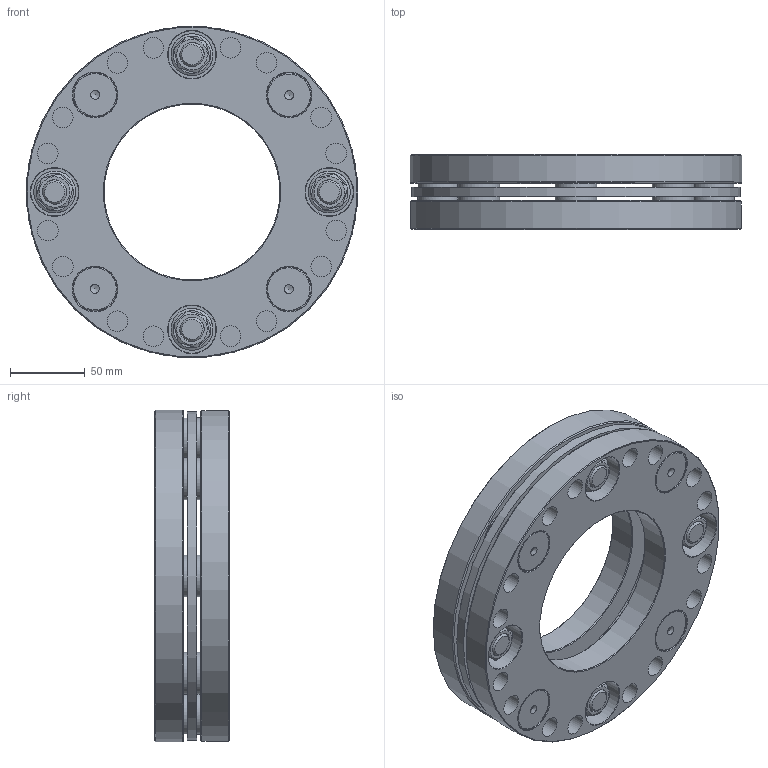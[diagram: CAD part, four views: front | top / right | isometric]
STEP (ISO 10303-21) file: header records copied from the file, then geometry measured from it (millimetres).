
FILE_DESCRIPTION(/* description */ ('Unknown'),/* implementation_level */ '2;1');
FILE_NAME(/* name */ 'HK20-64-00-00',/* time_stamp */ '2022-08-23T10:13:11+02:00',/* author */ ('Unknown'),/* organization */ ('Unknown'),/* preprocessor_version */ 'ST-DEVELOPER v18.102',/* originating_system */ 'Solid Edge',/* authorisation */ 'Unknown');
FILE_SCHEMA (('AUTOMOTIVE_DESIGN {1 0 10303 214 3 1 1}'));
Length unit declared in the file: millimetre
Products named in the file (1): Part1
Bounding box: 222 x 49.9 x 222 mm (x, y, z)
Volume: 1073268.8 mm3; surface area: 235854 mm2
Topology: 1 solids, 1 shells, 392 faces, 912 edges, 566 vertices
Faces by surface type: plane 142, cylinder 138, cone 86, torus 26
Full cylindrical faces by diameter (mm): 13.835 x32, 28 x24, 29.5 x8, 30 x8, 32 x8, 118 x2, 140 x1, 220 x1, 222 x2
Entity records: 12654 total; most frequent: CARTESIAN_POINT 1865, DIRECTION 1786, ORIENTED_EDGE 1256, AXIS2_PLACEMENT_3D 821, FACE_BOUND 740, EDGE_LOOP 732, EDGE_CURVE 628, VERTEX_POINT 488
